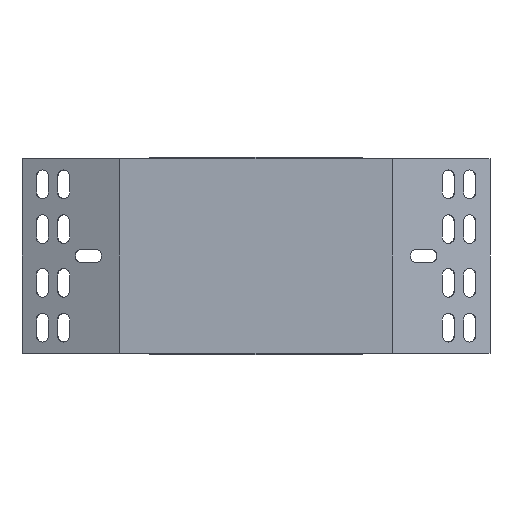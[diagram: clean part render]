
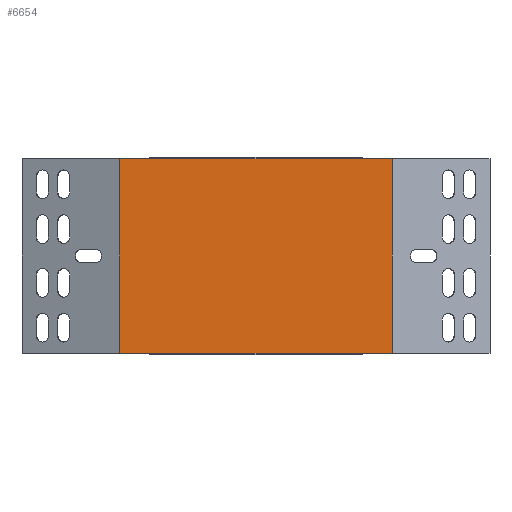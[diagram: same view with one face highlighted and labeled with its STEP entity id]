
A CAD part, front view. The second image highlights one B-rep face of the part: STEP entity #6654.
In plain terms, the highlighted planar face has unit normal (0, -1, 0).
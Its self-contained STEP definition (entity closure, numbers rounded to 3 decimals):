
#32 = DIRECTION ( 'NONE',  ( 0., 1., 0. ) ) ;
#126 = DIRECTION ( 'NONE',  ( 0., 0., 1. ) ) ;
#181 = CARTESIAN_POINT ( 'NONE',  ( -93.218, -23.927, 25. ) ) ;
#262 = PLANE ( 'NONE',  #5903 ) ;
#514 = VECTOR ( 'NONE', #4236, 1000. ) ;
#521 = LINE ( 'NONE', #4259, #514 ) ;
#1456 = LINE ( 'NONE', #1514, #1603 ) ;
#1514 = CARTESIAN_POINT ( 'NONE',  ( -94.349, -23.927, -75.8 ) ) ;
#1516 = DIRECTION ( 'NONE',  ( 1., 0., 0. ) ) ;
#1603 = VECTOR ( 'NONE', #1516, 1000. ) ;
#1617 = EDGE_CURVE ( 'NONE', #5290, #3527, #521, .T. ) ;
#1875 = LINE ( 'NONE', #6519, #2020 ) ;
#2020 = VECTOR ( 'NONE', #6462, 1000. ) ;
#2060 = VERTEX_POINT ( 'NONE', #2875 ) ;
#2124 = VERTEX_POINT ( 'NONE', #2707 ) ;
#2707 = CARTESIAN_POINT ( 'NONE',  ( 49.141, -23.927, -75.8 ) ) ;
#2875 = CARTESIAN_POINT ( 'NONE',  ( -93.377, -23.927, -75.8 ) ) ;
#3013 = FACE_OUTER_BOUND ( 'NONE', #5250, .T. ) ;
#3169 = VECTOR ( 'NONE', #5768, 1000. ) ;
#3178 = LINE ( 'NONE', #5910, #3169 ) ;
#3408 = EDGE_CURVE ( 'NONE', #2124, #3527, #3178, .T. ) ;
#3527 = VERTEX_POINT ( 'NONE', #5167 ) ;
#4236 = DIRECTION ( 'NONE',  ( 1., 0., 0. ) ) ;
#4259 = CARTESIAN_POINT ( 'NONE',  ( -94.349, -23.927, 25.8 ) ) ;
#5062 = ORIENTED_EDGE ( 'NONE', *, *, #3408, .T. ) ;
#5068 = ORIENTED_EDGE ( 'NONE', *, *, #1617, .F. ) ;
#5076 = ORIENTED_EDGE ( 'NONE', *, *, #6836, .F. ) ;
#5096 = ORIENTED_EDGE ( 'NONE', *, *, #5999, .T. ) ;
#5167 = CARTESIAN_POINT ( 'NONE',  ( 49.141, -23.927, 25.8 ) ) ;
#5250 = EDGE_LOOP ( 'NONE', ( #5062, #5068, #5076, #5096 ) ) ;
#5290 = VERTEX_POINT ( 'NONE', #5411 ) ;
#5411 = CARTESIAN_POINT ( 'NONE',  ( -93.377, -23.927, 25.8 ) ) ;
#5768 = DIRECTION ( 'NONE',  ( 0., 0., 1. ) ) ;
#5903 = AXIS2_PLACEMENT_3D ( 'NONE', #181, #32, #126 ) ;
#5910 = CARTESIAN_POINT ( 'NONE',  ( 49.141, -23.927, -76.657 ) ) ;
#5999 = EDGE_CURVE ( 'NONE', #2060, #2124, #1456, .T. ) ;
#6462 = DIRECTION ( 'NONE',  ( 0., 0., 1. ) ) ;
#6519 = CARTESIAN_POINT ( 'NONE',  ( -93.377, -23.927, -76.657 ) ) ;
#6654 = ADVANCED_FACE ( 'NONE', ( #3013 ), #262, .F. ) ;
#6836 = EDGE_CURVE ( 'NONE', #2060, #5290, #1875, .T. ) ;
